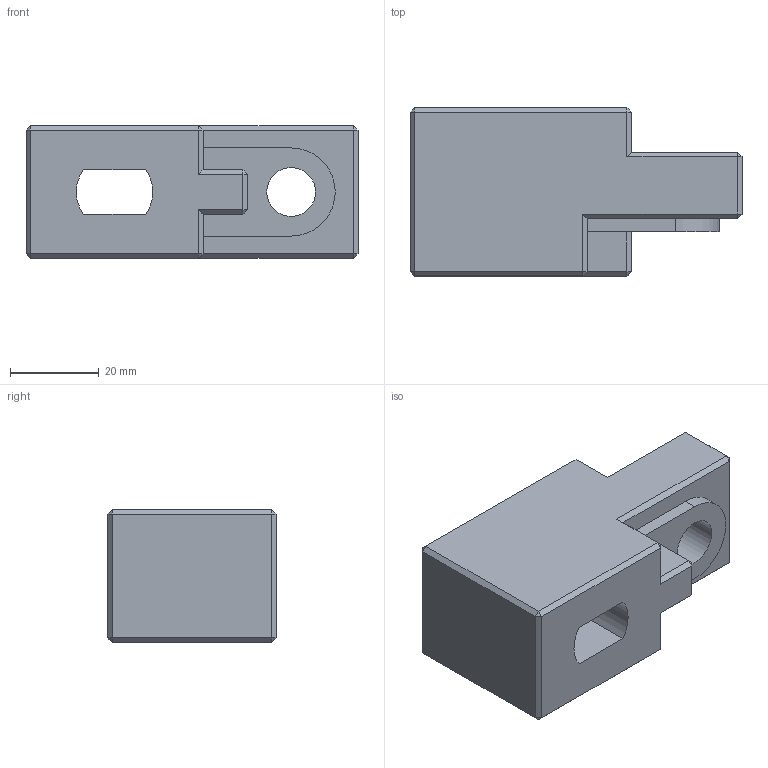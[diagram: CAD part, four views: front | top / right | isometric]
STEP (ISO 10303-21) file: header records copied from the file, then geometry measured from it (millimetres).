
FILE_DESCRIPTION(('FreeCAD Model'),'2;1');
FILE_NAME('Trottinette - Support moteur.step', '2018-04-24T12:33:19',('Author'),(''), 'Open CASCADE STEP processor 7.2','FreeCAD','Unknown');
FILE_SCHEMA(('AUTOMOTIVE_DESIGN { 1 0 10303 214 1 1 1 1 }'));
Length unit declared in the file: millimetre
Products named in the file (1): Chamfer
Bounding box: 75 x 38 x 30 mm (x, y, z)
Volume: 58729.6 mm3; surface area: 13017 mm2
Topology: 1 solids, 1 shells, 65 faces, 141 edges, 78 vertices
Faces by surface type: plane 61, cylinder 4
Full cylindrical faces by diameter (mm): 11 x1
Entity records: 3996 total; most frequent: CARTESIAN_POINT 585, DIRECTION 560, LINE 407, VECTOR 407, ORIENTED_EDGE 282, PCURVE 282, DEFINITIONAL_REPRESENTATION 282, EDGE_CURVE 141
